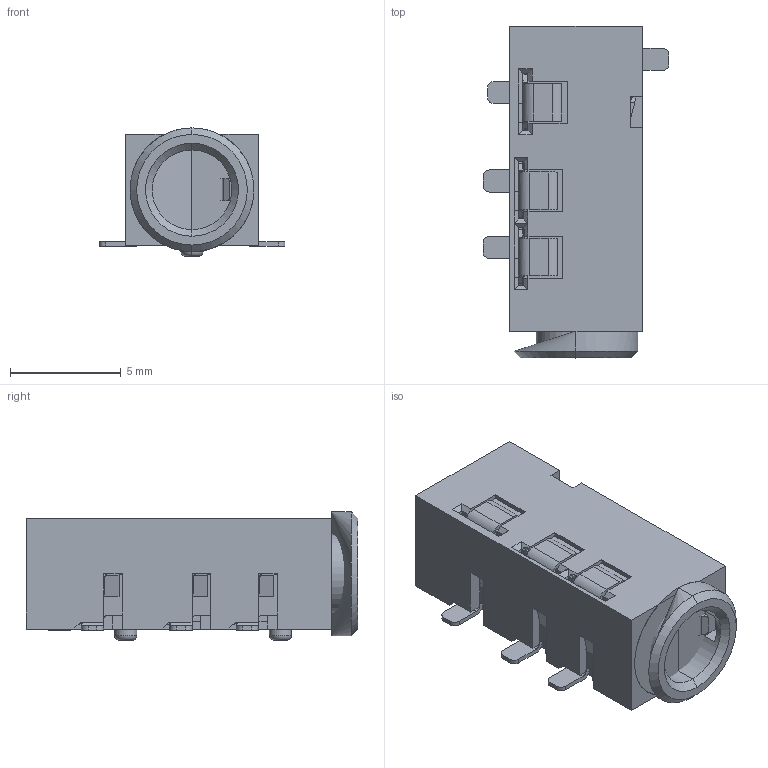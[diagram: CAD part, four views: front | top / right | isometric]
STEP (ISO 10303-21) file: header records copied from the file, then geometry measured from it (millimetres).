
FILE_DESCRIPTION(('FreeCAD Model'),'2;1');
FILE_NAME('Open CASCADE Shape Model','2021-02-24T11:33:14',( 'kicad StepUp'),('ksu MCAD'),'Open CASCADE STEP processor 7.5', 'FreeCAD','Unknown');
FILE_SCHEMA(('AUTOMOTIVE_DESIGN { 1 0 10303 214 1 1 1 1 }'));
Length unit declared in the file: millimetre
Products named in the file (1): CUI_DEVICES_SJ2-3574A-SMT-TR
Bounding box: 8.4 x 15 x 5.8 mm (x, y, z)
Volume: 420 mm3; surface area: 752.4 mm2
Topology: 1 solids, 4 shells, 412 faces, 1190 edges, 774 vertices
Faces by surface type: plane 291, cylinder 104, cone 7, sphere 6, torus 4
Entity records: 14754 total; most frequent: CARTESIAN_POINT 2804, ORIENTED_EDGE 2340, DIRECTION 2091, EDGE_CURVE 1170, LINE 875, VECTOR 875, VERTEX_POINT 767, AXIS2_PLACEMENT_3D 608
